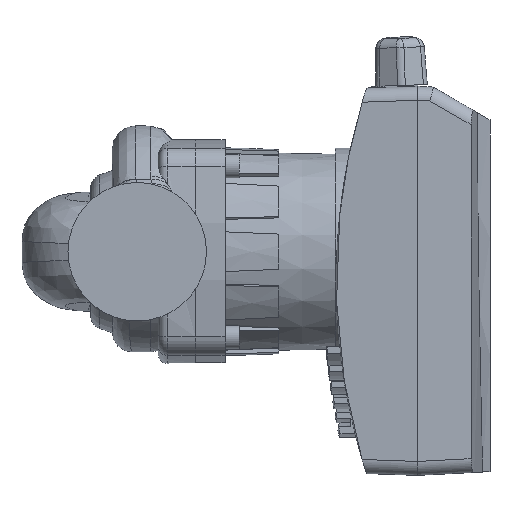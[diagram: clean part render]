
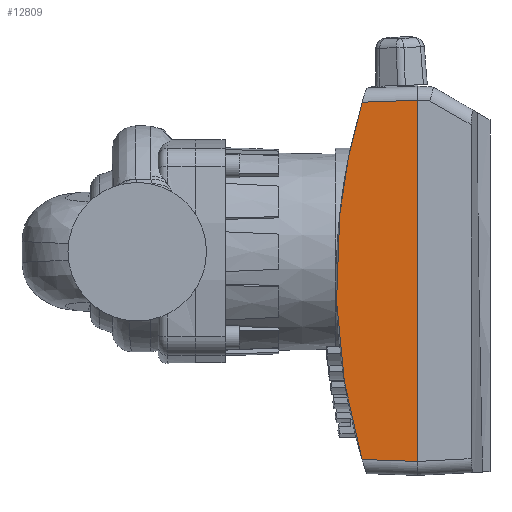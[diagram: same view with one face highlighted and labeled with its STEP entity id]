
A CAD part, front view. The second image highlights one B-rep face of the part: STEP entity #12809.
In plain terms, the highlighted planar face has unit normal (-0.035, -0.999, 0).
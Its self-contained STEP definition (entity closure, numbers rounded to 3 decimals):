
#1244 = VERTEX_POINT ( 'NONE', #18903 ) ;
#1566 = EDGE_CURVE ( 'NONE', #1244, #1958, #19411, .T. ) ;
#1958 = VERTEX_POINT ( 'NONE', #20322 ) ;
#6896 = VERTEX_POINT ( 'NONE', #21066 ) ;
#8836 = EDGE_CURVE ( 'NONE', #6896, #9220, #21178, .T. ) ;
#9220 = VERTEX_POINT ( 'NONE', #21203 ) ;
#12399 = ORIENTED_EDGE ( 'NONE', *, *, #1566, .F. ) ;
#12755 = EDGE_LOOP ( 'NONE', ( #12782, #12791, #12399, #12790 ) ) ;
#12782 = ORIENTED_EDGE ( 'NONE', *, *, #8836, .F. ) ;
#12789 = EDGE_CURVE ( 'NONE', #6896, #1958, #23099, .T. ) ;
#12790 = ORIENTED_EDGE ( 'NONE', *, *, #13144, .T. ) ;
#12791 = ORIENTED_EDGE ( 'NONE', *, *, #12789, .T. ) ;
#12809 = ADVANCED_FACE ( 'NONE', ( #23130 ), #23129, .T. ) ;
#13144 = EDGE_CURVE ( 'NONE', #1244, #9220, #23595, .T. ) ;
#18903 = CARTESIAN_POINT ( 'NONE',  ( 71.514, -67.666, -89.17 ) ) ;
#19170 = CARTESIAN_POINT ( 'NONE',  ( 56.591, -67.145, 13.778 ) ) ;
#19171 = CARTESIAN_POINT ( 'NONE',  ( 71.514, -67.666, -89.17 ) ) ;
#19185 = CARTESIAN_POINT ( 'NONE',  ( 71.514, -67.666, 64.17 ) ) ;
#19192 = CARTESIAN_POINT ( 'NONE',  ( 56.591, -67.145, -38.778 ) ) ;
#19411 =( BOUNDED_CURVE ( )  B_SPLINE_CURVE ( 3, ( #19171, #19192, #19170, #19185 ),
 .UNSPECIFIED., .F., .T. ) 
 B_SPLINE_CURVE_WITH_KNOTS ( ( 4, 4 ),
 ( 2.854, 3.43 ),
 .UNSPECIFIED. ) 
 CURVE ( )  GEOMETRIC_REPRESENTATION_ITEM ( )  RATIONAL_B_SPLINE_CURVE ( ( 1., 0.973, 0.973, 1. ) ) 
 REPRESENTATION_ITEM ( '' )  );
#20322 = CARTESIAN_POINT ( 'NONE',  ( 71.514, -67.666, 64.17 ) ) ;
#21066 = CARTESIAN_POINT ( 'NONE',  ( 95.4, -68.5, 65.004 ) ) ;
#21175 = DIRECTION ( 'NONE',  ( 0., 0., -1. ) ) ;
#21176 = VECTOR ( 'NONE', #21175, 1000. ) ;
#21177 = CARTESIAN_POINT ( 'NONE',  ( 95.4, -68.5, -96. ) ) ;
#21178 = LINE ( 'NONE', #21177, #21176 ) ;
#21203 = CARTESIAN_POINT ( 'NONE',  ( 95.4, -68.5, -90.004 ) ) ;
#23096 = DIRECTION ( 'NONE',  ( -0.999, 0.035, -0.035 ) ) ;
#23097 = VECTOR ( 'NONE', #23096, 1000. ) ;
#23098 = CARTESIAN_POINT ( 'NONE',  ( 89.791, -68.304, 64.808 ) ) ;
#23099 = LINE ( 'NONE', #23098, #23097 ) ;
#23125 = DIRECTION ( 'NONE',  ( 0.999, -0.035, 0. ) ) ;
#23126 = DIRECTION ( 'NONE',  ( -0.035, -0.999, 0. ) ) ;
#23127 = AXIS2_PLACEMENT_3D ( 'NONE', #23128, #23126, #23125 ) ;
#23128 = CARTESIAN_POINT ( 'NONE',  ( 95.4, -68.5, -96. ) ) ;
#23129 = PLANE ( 'NONE',  #23127 ) ;
#23130 = FACE_OUTER_BOUND ( 'NONE', #12755, .T. ) ;
#23592 = DIRECTION ( 'NONE',  ( 0.999, -0.035, -0.035 ) ) ;
#23593 = VECTOR ( 'NONE', #23592, 1000. ) ;
#23594 = CARTESIAN_POINT ( 'NONE',  ( 95.609, -68.507, -90.011 ) ) ;
#23595 = LINE ( 'NONE', #23594, #23593 ) ;
